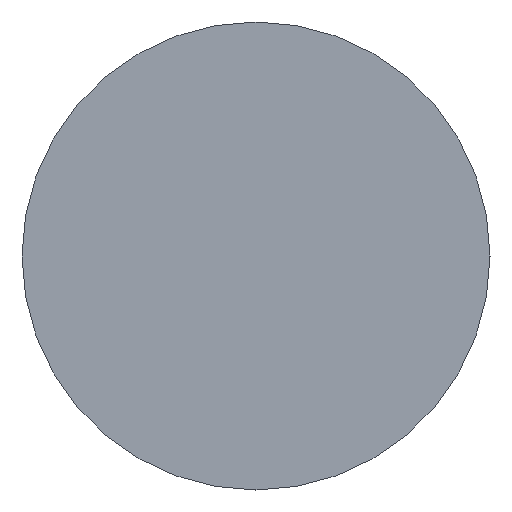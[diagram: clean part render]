
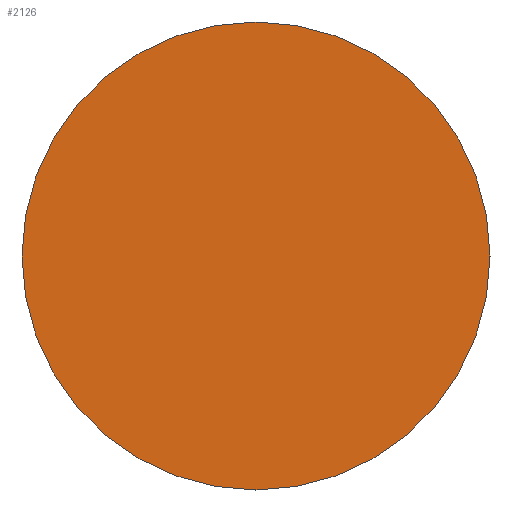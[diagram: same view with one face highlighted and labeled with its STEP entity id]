
A CAD part, left-side view. The second image highlights one B-rep face of the part: STEP entity #2126.
In plain terms, the highlighted planar face has unit normal (-1, 0, 0).
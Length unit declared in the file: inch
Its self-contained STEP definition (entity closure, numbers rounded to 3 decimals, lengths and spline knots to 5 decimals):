
#155 = ORIENTED_EDGE ( 'NONE', *, *, #3570, .T. ) ;
#156 = VERTEX_POINT ( 'NONE', #1485 ) ;
#601 = DIRECTION ( 'NONE',  ( 0., 0., 1. ) ) ;
#605 = DIRECTION ( 'NONE',  ( 0., 0., 1. ) ) ;
#701 = ORIENTED_EDGE ( 'NONE', *, *, #1413, .T. ) ;
#893 = FACE_OUTER_BOUND ( 'NONE', #4062, .T. ) ;
#1058 = CIRCLE ( 'NONE', #2971, 2.5 ) ;
#1240 = PLANE ( 'NONE',  #2321 ) ;
#1413 = EDGE_CURVE ( 'NONE', #156, #1763, #2174, .T. ) ;
#1453 = AXIS2_PLACEMENT_3D ( 'NONE', #1536, #2417, #601 ) ;
#1485 = CARTESIAN_POINT ( 'NONE',  ( 0., 0., 2.5 ) ) ;
#1520 = CARTESIAN_POINT ( 'NONE',  ( 0., 0., 0. ) ) ;
#1536 = CARTESIAN_POINT ( 'NONE',  ( 0., 0., 0. ) ) ;
#1763 = VERTEX_POINT ( 'NONE', #3617 ) ;
#1871 = DIRECTION ( 'NONE',  ( -1., 0., 0. ) ) ;
#2126 = ADVANCED_FACE ( 'NONE', ( #893 ), #1240, .F. ) ;
#2174 = CIRCLE ( 'NONE', #1453, 2.5 ) ;
#2321 = AXIS2_PLACEMENT_3D ( 'NONE', #2793, #4018, #3121 ) ;
#2417 = DIRECTION ( 'NONE',  ( -1., 0., 0. ) ) ;
#2793 = CARTESIAN_POINT ( 'NONE',  ( 0., 2.5, 0. ) ) ;
#2971 = AXIS2_PLACEMENT_3D ( 'NONE', #1520, #1871, #605 ) ;
#3121 = DIRECTION ( 'NONE',  ( 0., 0., -1. ) ) ;
#3570 = EDGE_CURVE ( 'NONE', #1763, #156, #1058, .T. ) ;
#3617 = CARTESIAN_POINT ( 'NONE',  ( 0., 0., -2.5 ) ) ;
#4018 = DIRECTION ( 'NONE',  ( 1., 0., 0. ) ) ;
#4062 = EDGE_LOOP ( 'NONE', ( #701, #155 ) ) ;
